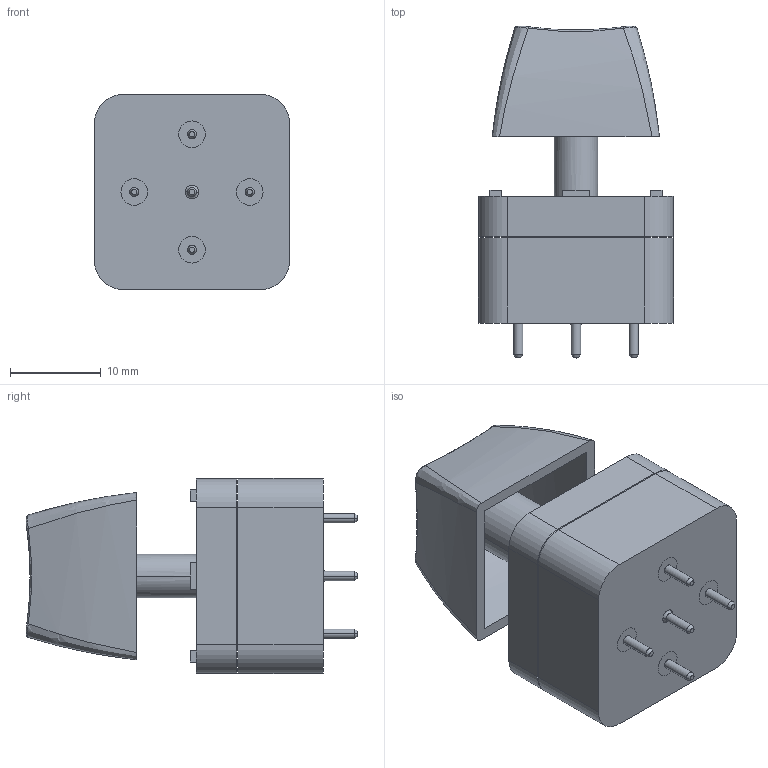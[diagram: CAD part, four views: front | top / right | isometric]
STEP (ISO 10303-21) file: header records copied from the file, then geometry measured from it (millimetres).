
FILE_DESCRIPTION((''),'2;1');
FILE_NAME('04A_SW0001','2014-12-29T',('sbuenzli'),(''),'PRO/ENGINEER BY PARAMETRIC TECHNOLOGY CORPORATION, 2011490','PRO/ENGINEER BY PARAMETRIC TECHNOLOGY CORPORATION, 2011490','');
FILE_SCHEMA(('CONFIG_CONTROL_DESIGN'));
Length unit declared in the file: inch
Products named in the file (1): 04A_SW0001
Bounding box: 21.46 x 36.49 x 21.46 mm (x, y, z)
Surface area: 5187.1 mm2 (no closed solid volume)
Topology: 0 solids, 14 shells, 125 faces, 420 edges, 317 vertices
Faces by surface type: plane 63, cylinder 32, bspline 14, cone 10, torus 4, sphere 2
Entity records: 5704 total; most frequent: CARTESIAN_POINT 2108, DIRECTION 708, ORIENTED_EDGE 658, EDGE_CURVE 418, VERTEX_POINT 317, VECTOR 278, LINE 278, AXIS2_PLACEMENT_3D 215
